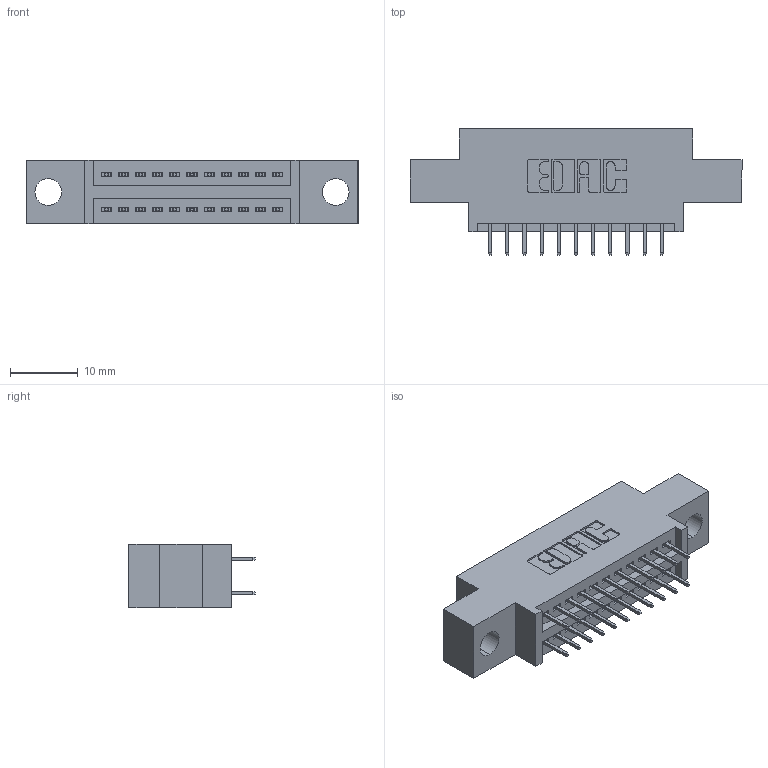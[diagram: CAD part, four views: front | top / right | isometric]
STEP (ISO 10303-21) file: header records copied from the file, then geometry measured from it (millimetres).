
FILE_DESCRIPTION (( 'STEP AP203' ), '1' );
FILE_NAME ('895-022-525-804.STEP', '2020-09-25T12:11:15', ( '' ), ( '' ), 'SwSTEP 2.0', 'SolidWorks 2020', '' );
FILE_SCHEMA (( 'CONFIG_CONTROL_DESIGN' ));
Length unit declared in the file: inch
Products named in the file (3): 845 Part_0.170 Offset - 0.156 Dia-TH; 895-022-525-804; 345-292-001_345-293-125
Assembly tree (23 placements, depth 2):
  895-022-525-804
    845 Part_0.170 Offset - 0.156 Dia-TH
    345-292-001_345-293-125  x22
Bounding box: 49.15 x 18.72 x 9.4 mm (x, y, z)
Volume: 4249.2 mm3; surface area: 5530.1 mm2
Topology: 23 solids, 23 shells, 1318 faces, 3719 edges, 2390 vertices
Faces by surface type: plane 942, cylinder 376
Entity records: 13013 total; most frequent: CARTESIAN_POINT 2212, ORIENTED_EDGE 2146, DIRECTION 1989, EDGE_CURVE 1073, LINE 901, VECTOR 901, VERTEX_POINT 710, AXIS2_PLACEMENT_3D 544
